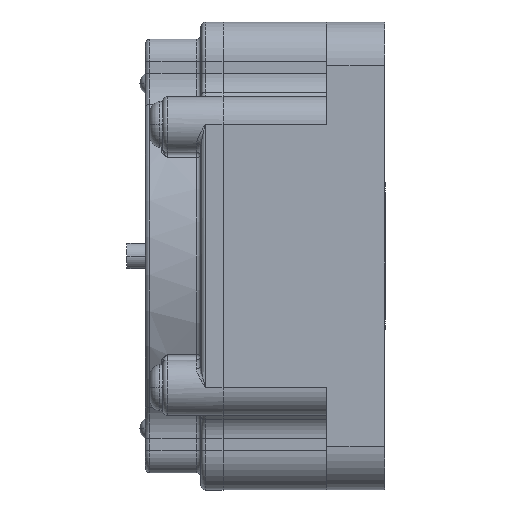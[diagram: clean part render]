
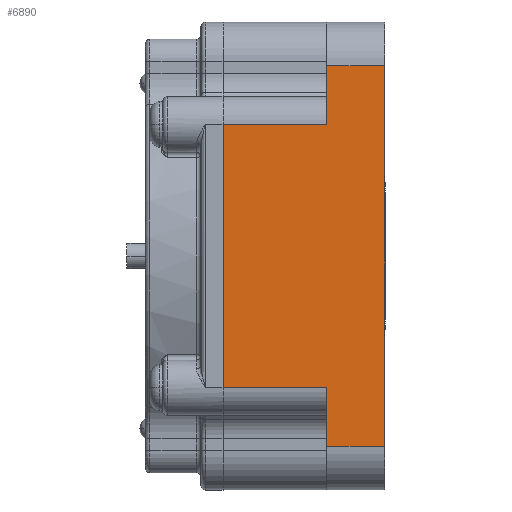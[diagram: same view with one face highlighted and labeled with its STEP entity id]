
A CAD part, left-side view. The second image highlights one B-rep face of the part: STEP entity #6890.
In plain terms, the highlighted planar face has unit normal (-1, 0, 0).
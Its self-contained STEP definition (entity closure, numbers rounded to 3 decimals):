
#1569=DIRECTION('',(0.,0.,1.));
#1570=VECTOR('',#1569,45.466);
#1571=CARTESIAN_POINT('',(-40.07,27.9,-22.733));
#1572=LINE('',#1571,#1570);
#1751=DIRECTION('',(0.,0.,1.));
#1752=VECTOR('',#1751,10.121);
#1753=CARTESIAN_POINT('',(-40.07,10.,22.733));
#1754=LINE('',#1753,#1752);
#1785=DIRECTION('',(0.,0.,1.));
#1786=VECTOR('',#1785,10.121);
#1787=CARTESIAN_POINT('',(-40.07,10.,-32.854));
#1788=LINE('',#1787,#1786);
#1902=DIRECTION('',(0.,1.,0.));
#1903=VECTOR('',#1902,17.9);
#1904=CARTESIAN_POINT('',(-40.07,10.,22.733));
#1905=LINE('',#1904,#1903);
#1906=DIRECTION('',(0.,1.,0.));
#1907=VECTOR('',#1906,17.9);
#1908=CARTESIAN_POINT('',(-40.07,10.,-22.733));
#1909=LINE('',#1908,#1907);
#1910=DIRECTION('',(0.,0.,-1.));
#1911=VECTOR('',#1910,65.709);
#1912=CARTESIAN_POINT('',(-40.07,0.,32.854));
#1913=LINE('',#1912,#1911);
#1914=DIRECTION('',(0.,1.,0.));
#1915=VECTOR('',#1914,10.);
#1916=CARTESIAN_POINT('',(-40.07,0.,-32.854));
#1917=LINE('',#1916,#1915);
#2033=DIRECTION('',(0.,1.,0.));
#2034=VECTOR('',#2033,10.);
#2035=CARTESIAN_POINT('',(-40.07,0.,32.854));
#2036=LINE('',#2035,#2034);
#3776=CARTESIAN_POINT('',(-40.07,0.,32.854));
#3778=VERTEX_POINT('',#3776);
#3789=CARTESIAN_POINT('',(-40.07,0.,-32.854));
#3791=VERTEX_POINT('',#3789);
#3792=CARTESIAN_POINT('',(-40.07,10.,32.854));
#3794=VERTEX_POINT('',#3792);
#3805=CARTESIAN_POINT('',(-40.07,10.,-32.854));
#3807=VERTEX_POINT('',#3805);
#3820=CARTESIAN_POINT('',(-40.07,10.,-22.733));
#3821=VERTEX_POINT('',#3820);
#3822=CARTESIAN_POINT('',(-40.07,10.,22.733));
#3823=VERTEX_POINT('',#3822);
#3957=CARTESIAN_POINT('',(-40.07,27.9,-22.733));
#3959=VERTEX_POINT('',#3957);
#3960=CARTESIAN_POINT('',(-40.07,27.9,22.733));
#3961=VERTEX_POINT('',#3960);
#6872=CARTESIAN_POINT('',(-40.07,0.,-32.854));
#6873=DIRECTION('',(-1.,0.,0.));
#6874=DIRECTION('',(0.,0.,1.));
#6875=AXIS2_PLACEMENT_3D('',#6872,#6873,#6874);
#6876=PLANE('',#6875);
#6877=ORIENTED_EDGE('',*,*,#6747,.T.);
#6879=ORIENTED_EDGE('',*,*,#6878,.T.);
#6880=ORIENTED_EDGE('',*,*,#6538,.T.);
#6881=ORIENTED_EDGE('',*,*,#6865,.F.);
#6882=ORIENTED_EDGE('',*,*,#6644,.T.);
#6884=ORIENTED_EDGE('',*,*,#6883,.F.);
#6885=ORIENTED_EDGE('',*,*,#4700,.T.);
#6887=ORIENTED_EDGE('',*,*,#6886,.T.);
#6888=EDGE_LOOP('',(#6877,#6879,#6880,#6881,#6882,#6884,#6885,#6887));
#6889=FACE_OUTER_BOUND('',#6888,.F.);
#6890=ADVANCED_FACE('',(#6889),#6876,.T.);
#4700=EDGE_CURVE('',#3778,#3791,#1913,.T.);
#6538=EDGE_CURVE('',#3959,#3961,#1572,.T.);
#6644=EDGE_CURVE('',#3823,#3794,#1754,.T.);
#6747=EDGE_CURVE('',#3807,#3821,#1788,.T.);
#6865=EDGE_CURVE('',#3823,#3961,#1905,.T.);
#6878=EDGE_CURVE('',#3821,#3959,#1909,.T.);
#6883=EDGE_CURVE('',#3778,#3794,#2036,.T.);
#6886=EDGE_CURVE('',#3791,#3807,#1917,.T.);
